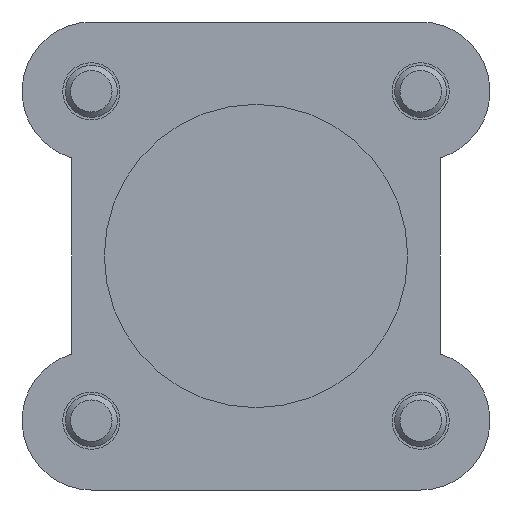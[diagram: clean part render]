
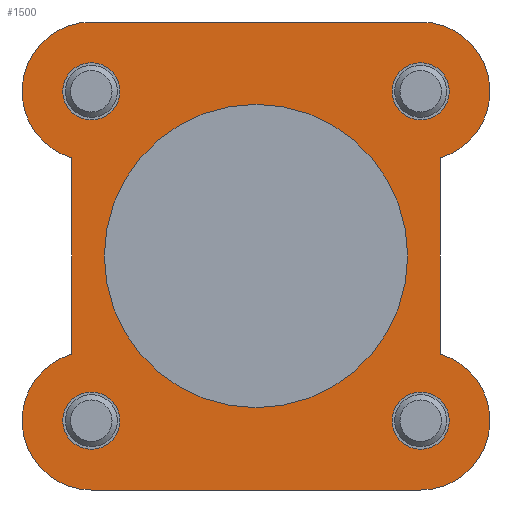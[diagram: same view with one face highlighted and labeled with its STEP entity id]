
A CAD part, front view. The second image highlights one B-rep face of the part: STEP entity #1500.
In plain terms, the highlighted planar face has unit normal (0, -1, 0).
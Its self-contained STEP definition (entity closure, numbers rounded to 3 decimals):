
#84=PLANE('',#1667);
#122=CIRCLE('',#1601,8.);
#124=CIRCLE('',#1604,8.);
#130=CIRCLE('',#1613,8.);
#132=CIRCLE('',#1616,8.);
#160=CIRCLE('',#1668,3.3);
#161=CIRCLE('',#1669,3.3);
#162=CIRCLE('',#1670,3.3);
#163=CIRCLE('',#1671,3.3);
#164=CIRCLE('',#1672,17.5);
#352=ORIENTED_EDGE('',*,*,#732,.T.);
#353=ORIENTED_EDGE('',*,*,#733,.T.);
#354=ORIENTED_EDGE('',*,*,#734,.T.);
#355=ORIENTED_EDGE('',*,*,#735,.T.);
#356=ORIENTED_EDGE('',*,*,#736,.T.);
#357=ORIENTED_EDGE('',*,*,#697,.F.);
#358=ORIENTED_EDGE('',*,*,#639,.F.);
#359=ORIENTED_EDGE('',*,*,#711,.F.);
#360=ORIENTED_EDGE('',*,*,#622,.F.);
#361=ORIENTED_EDGE('',*,*,#674,.F.);
#362=ORIENTED_EDGE('',*,*,#619,.F.);
#363=ORIENTED_EDGE('',*,*,#649,.F.);
#364=ORIENTED_EDGE('',*,*,#634,.F.);
#619=EDGE_CURVE('',#824,#822,#122,.T.);
#622=EDGE_CURVE('',#827,#828,#124,.T.);
#634=EDGE_CURVE('',#839,#840,#130,.T.);
#639=EDGE_CURVE('',#844,#842,#132,.T.);
#649=EDGE_CURVE('',#840,#824,#976,.T.);
#674=EDGE_CURVE('',#822,#827,#993,.T.);
#697=EDGE_CURVE('',#842,#839,#1009,.T.);
#711=EDGE_CURVE('',#828,#844,#1020,.T.);
#732=EDGE_CURVE('',#907,#907,#160,.T.);
#733=EDGE_CURVE('',#908,#908,#161,.T.);
#734=EDGE_CURVE('',#909,#909,#162,.T.);
#735=EDGE_CURVE('',#910,#910,#163,.T.);
#736=EDGE_CURVE('',#911,#911,#164,.T.);
#822=VERTEX_POINT('',#2287);
#824=VERTEX_POINT('',#2291);
#827=VERTEX_POINT('',#2298);
#828=VERTEX_POINT('',#2300);
#839=VERTEX_POINT('',#2325);
#840=VERTEX_POINT('',#2327);
#842=VERTEX_POINT('',#2332);
#844=VERTEX_POINT('',#2336);
#907=VERTEX_POINT('',#2535);
#908=VERTEX_POINT('',#2537);
#909=VERTEX_POINT('',#2539);
#910=VERTEX_POINT('',#2541);
#911=VERTEX_POINT('',#2543);
#976=LINE('',#2359,#1082);
#993=LINE('',#2407,#1099);
#1009=LINE('',#2447,#1115);
#1020=LINE('',#2470,#1126);
#1082=VECTOR('',#1860,1000.);
#1099=VECTOR('',#1901,1000.);
#1115=VECTOR('',#1943,1000.);
#1126=VECTOR('',#1962,1000.);
#1198=EDGE_LOOP('',(#352));
#1199=EDGE_LOOP('',(#353));
#1200=EDGE_LOOP('',(#354));
#1201=EDGE_LOOP('',(#355));
#1202=EDGE_LOOP('',(#356));
#1203=EDGE_LOOP('',(#357,#358,#359,#360,#361,#362,#363,#364));
#1332=FACE_BOUND('',#1198,.T.);
#1333=FACE_BOUND('',#1199,.T.);
#1334=FACE_BOUND('',#1200,.T.);
#1335=FACE_BOUND('',#1201,.T.);
#1336=FACE_BOUND('',#1202,.T.);
#1337=FACE_BOUND('',#1203,.T.);
#1500=ADVANCED_FACE('',(#1332,#1333,#1334,#1335,#1336,#1337),#84,.F.);
#1601=AXIS2_PLACEMENT_3D('',#2292,#1799,#1800);
#1604=AXIS2_PLACEMENT_3D('',#2299,#1806,#1807);
#1613=AXIS2_PLACEMENT_3D('',#2326,#1830,#1831);
#1616=AXIS2_PLACEMENT_3D('',#2337,#1839,#1840);
#1667=AXIS2_PLACEMENT_3D('',#2533,#2000,#2001);
#1668=AXIS2_PLACEMENT_3D('',#2534,#2002,#2003);
#1669=AXIS2_PLACEMENT_3D('',#2536,#2004,#2005);
#1670=AXIS2_PLACEMENT_3D('',#2538,#2006,#2007);
#1671=AXIS2_PLACEMENT_3D('',#2540,#2008,#2009);
#1672=AXIS2_PLACEMENT_3D('',#2542,#2010,#2011);
#1799=DIRECTION('',(0.,1.,0.));
#1800=DIRECTION('',(1.,0.,0.));
#1806=DIRECTION('',(0.,1.,0.));
#1807=DIRECTION('',(1.,0.,0.));
#1830=DIRECTION('',(0.,1.,0.));
#1831=DIRECTION('',(1.,0.,0.));
#1839=DIRECTION('',(0.,1.,0.));
#1840=DIRECTION('',(1.,0.,0.));
#1860=DIRECTION('',(1.,0.,0.));
#1901=DIRECTION('',(0.,0.,-1.));
#1943=DIRECTION('',(0.,0.,1.));
#1962=DIRECTION('',(-1.,0.,0.));
#2000=DIRECTION('',(0.,1.,0.));
#2001=DIRECTION('',(0.,0.,1.));
#2002=DIRECTION('',(0.,1.,0.));
#2003=DIRECTION('',(1.,0.,0.));
#2004=DIRECTION('',(0.,1.,0.));
#2005=DIRECTION('',(1.,0.,0.));
#2006=DIRECTION('',(0.,1.,0.));
#2007=DIRECTION('',(1.,0.,0.));
#2008=DIRECTION('',(0.,1.,0.));
#2009=DIRECTION('',(1.,0.,0.));
#2010=DIRECTION('',(0.,1.,0.));
#2011=DIRECTION('',(1.,0.,0.));
#2287=CARTESIAN_POINT('',(21.25,0.,11.323));
#2291=CARTESIAN_POINT('',(19.,0.,27.));
#2292=CARTESIAN_POINT('',(19.,0.,19.));
#2298=CARTESIAN_POINT('',(21.25,0.,-11.323));
#2299=CARTESIAN_POINT('',(19.,0.,-19.));
#2300=CARTESIAN_POINT('',(19.,0.,-27.));
#2325=CARTESIAN_POINT('',(-21.25,0.,11.323));
#2326=CARTESIAN_POINT('',(-19.,0.,19.));
#2327=CARTESIAN_POINT('',(-19.,0.,27.));
#2332=CARTESIAN_POINT('',(-21.25,0.,-11.323));
#2336=CARTESIAN_POINT('',(-19.,0.,-27.));
#2337=CARTESIAN_POINT('',(-19.,0.,-19.));
#2359=CARTESIAN_POINT('',(-19.,0.,27.));
#2407=CARTESIAN_POINT('',(21.25,0.,11.323));
#2447=CARTESIAN_POINT('',(-21.25,0.,-11.323));
#2470=CARTESIAN_POINT('',(19.,0.,-27.));
#2533=CARTESIAN_POINT('',(-19.,0.,19.));
#2534=CARTESIAN_POINT('',(-19.,0.,19.));
#2535=CARTESIAN_POINT('',(-15.7,0.,19.));
#2536=CARTESIAN_POINT('',(19.,0.,19.));
#2537=CARTESIAN_POINT('',(22.3,0.,19.));
#2538=CARTESIAN_POINT('',(-19.,0.,-19.));
#2539=CARTESIAN_POINT('',(-15.7,0.,-19.));
#2540=CARTESIAN_POINT('',(19.,0.,-19.));
#2541=CARTESIAN_POINT('',(22.3,0.,-19.));
#2542=CARTESIAN_POINT('',(0.,0.,0.));
#2543=CARTESIAN_POINT('',(17.5,0.,0.));
